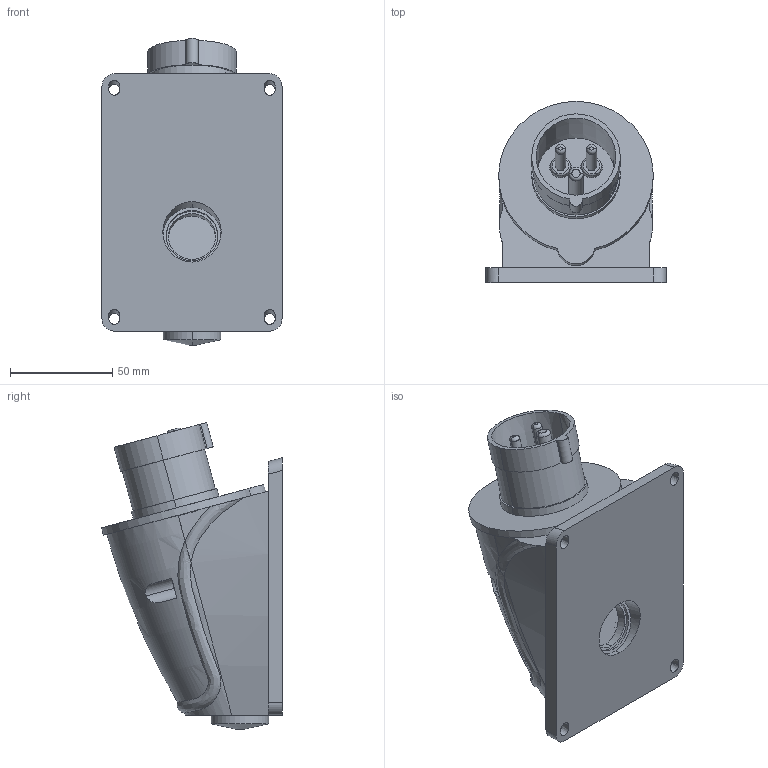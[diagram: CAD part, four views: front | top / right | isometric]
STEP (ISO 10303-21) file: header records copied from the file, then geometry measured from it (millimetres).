
FILE_DESCRIPTION (( 'STEP AP214' ), '1' );
FILE_NAME ('PSN51-016-3 Âèëêà ñòàöèîíàðíàÿ ÑÑÈ-513 16À-6÷_200-250Â 2Ð+ÐÅ IP44 MAGNUM ÈÝÊ.STEP', '2017-02-02T12:30:37', ( '' ), ( '' ), 'SwSTEP 2.0', 'SolidWorks 2014', '' );
FILE_SCHEMA (( 'AUTOMOTIVE_DESIGN' ));
Length unit declared in the file: millimetre
Products named in the file (1): PSN51-016-3 Âèëêà ñòàöèîíàðíàÿ ÑÑÈ-513 16À-6÷_200-250Â 2Ð+ÐÅ IP44 MAGNUM ÈÝÊ
Bounding box: 88 x 88.42 x 150.1 mm (x, y, z)
Volume: 203215.8 mm3; surface area: 96979.7 mm2
Topology: 9 solids, 11 shells, 549 faces, 1381 edges, 904 vertices
Faces by surface type: plane 298, cylinder 185, bspline 35, cone 18, torus 13
Entity records: 22807 total; most frequent: CARTESIAN_POINT 9463, ORIENTED_EDGE 2746, DIRECTION 2582, EDGE_CURVE 1373, AXIS2_PLACEMENT_3D 906, VERTEX_POINT 904, LINE 770, VECTOR 770
